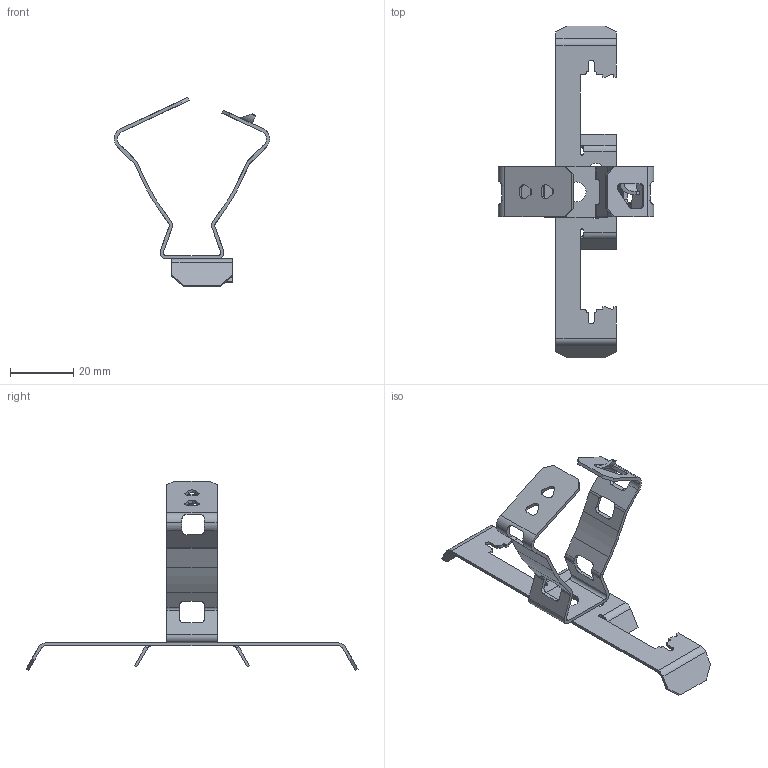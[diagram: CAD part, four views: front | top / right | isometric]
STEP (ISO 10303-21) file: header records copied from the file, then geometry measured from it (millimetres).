
FILE_DESCRIPTION (( 'STEP AP203' ), '1' );
FILE_NAME ('P4Z34812M.stp', '2017-03-16T15:32:46', ( '' ), ( '' ), 'SwSTEP 2.0', 'SolidWorks 2016', '' );
FILE_SCHEMA (( 'CONFIG_CONTROL_DESIGN' ));
Length unit declared in the file: inch
Products named in the file (1): P4Z34812M
Bounding box: 49.26 x 105.15 x 59.9 mm (x, y, z)
Volume: 3566.4 mm3; surface area: 8314 mm2
Topology: 2 solids, 2 shells, 236 faces, 718 edges, 476 vertices
Faces by surface type: plane 120, cylinder 116
Entity records: 8265 total; most frequent: CARTESIAN_POINT 1693, ORIENTED_EDGE 1436, DIRECTION 1316, EDGE_CURVE 718, VERTEX_POINT 476, VECTOR 470, LINE 470, AXIS2_PLACEMENT_3D 423
